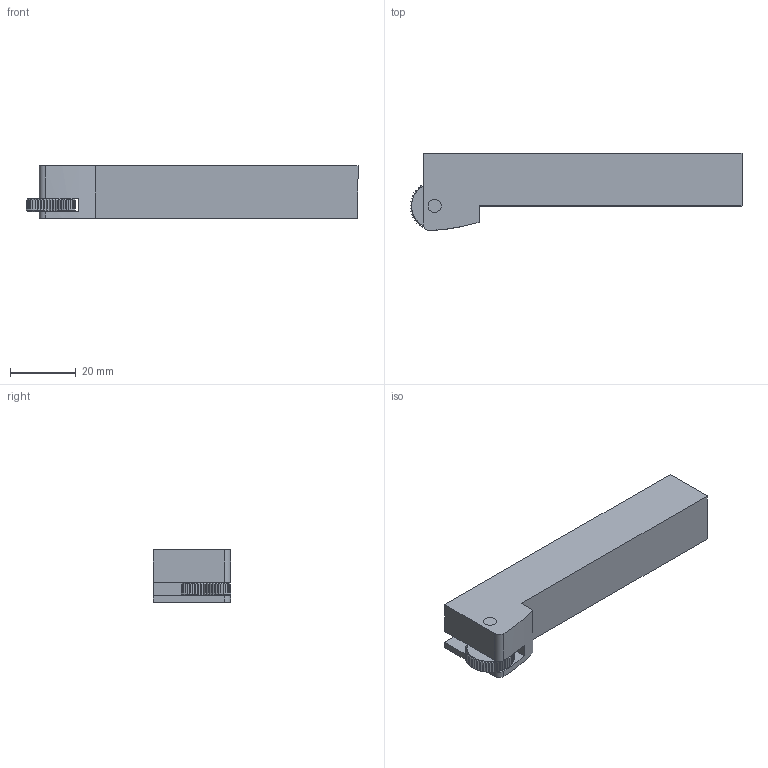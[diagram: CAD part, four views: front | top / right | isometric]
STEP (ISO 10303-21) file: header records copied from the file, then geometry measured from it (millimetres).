
FILE_DESCRIPTION(/* description */ (''),/* implementation_level */ '2;1');
FILE_NAME(/* name */ '32000403.stp',/* time_stamp */ '2021-12-16T11:11:55+01:00',/* author */ ('bueker'),/* organization */ (''),/* preprocessor_version */ 'ST-DEVELOPER v18.1',/* originating_system */ 'Autodesk Inventor 2022',/* authorisation */ '');
FILE_SCHEMA (('AUTOMOTIVE_DESIGN { 1 0 10303 214 3 1 1 }'));
Products named in the file (3): Step Austausch; 32000403; 41000321-B-GELB
Assembly tree (2 placements, depth 2):
  Step Austausch
    32000403
    41000321-B-GELB
Bounding box: 101 x 23.5 x 16 mm (x, y, z)
Volume: 26174.4 mm3; surface area: 8202.8 mm2
Topology: 2 solids, 2 shells, 260 faces, 571 edges, 320 vertices
Faces by surface type: plane 112, cone 96, cylinder 52
Full cylindrical faces by diameter (mm): 4 x2
Entity records: 6923 total; most frequent: CARTESIAN_POINT 1532, ORIENTED_EDGE 1142, DIRECTION 1120, EDGE_CURVE 571, AXIS2_PLACEMENT_3D 472, VERTEX_POINT 320, EDGE_LOOP 269, FACE_OUTER_BOUND 260
